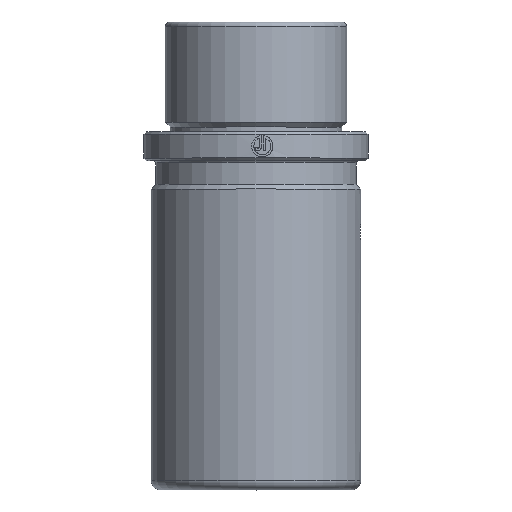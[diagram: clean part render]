
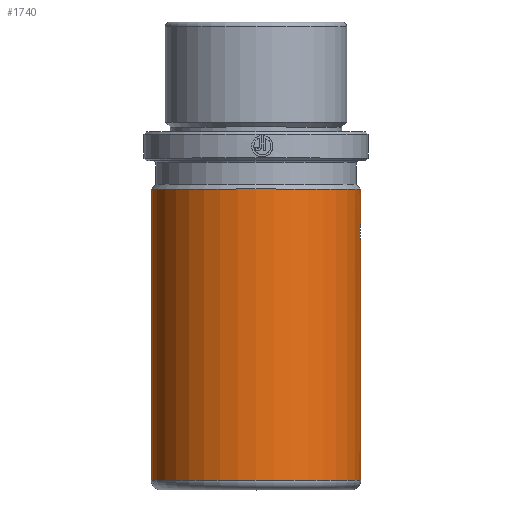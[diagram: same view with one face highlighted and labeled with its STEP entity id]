
A CAD part, top view. The second image highlights one B-rep face of the part: STEP entity #1740.
In plain terms, the highlighted cylindrical face has radius 22 mm (diameter 44 mm), a partial arc.
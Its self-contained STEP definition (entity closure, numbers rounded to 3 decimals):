
#203 = DIRECTION ( 'NONE',  ( -1., 0., 0. ) ) ;
#305 = CARTESIAN_POINT ( 'NONE',  ( 21.885, 3.891, 2.246 ) ) ;
#359 = CARTESIAN_POINT ( 'NONE',  ( 21.857, 5., 2.5 ) ) ;
#369 = CARTESIAN_POINT ( 'NONE',  ( 21.872, 5.807, 2.372 ) ) ;
#414 = CARTESIAN_POINT ( 'NONE',  ( 21.857, 5., 2.5 ) ) ;
#422 = CARTESIAN_POINT ( 'NONE',  ( 21.947, 6.987, 1.526 ) ) ;
#545 = VECTOR ( 'NONE', #6429, 1000. ) ;
#570 = CARTESIAN_POINT ( 'NONE',  ( 0., 14., 0. ) ) ;
#630 = LINE ( 'NONE', #5819, #545 ) ;
#854 = CARTESIAN_POINT ( 'NONE',  ( 22., 0., 0. ) ) ;
#892 = DIRECTION ( 'NONE',  ( -1., 0., 0. ) ) ;
#963 = CARTESIAN_POINT ( 'NONE',  ( 21.857, 5.165, 2.5 ) ) ;
#1043 = CARTESIAN_POINT ( 'NONE',  ( 21.965, 7.17, 1.253 ) ) ;
#1112 = EDGE_CURVE ( 'NONE', #2569, #6761, #6145, .T. ) ;
#1361 = CARTESIAN_POINT ( 'NONE',  ( 0., 0., 0. ) ) ;
#1561 = CARTESIAN_POINT ( 'NONE',  ( 21.965, 2.83, 1.252 ) ) ;
#1589 = CARTESIAN_POINT ( 'NONE',  ( 22., 2.5, 0. ) ) ;
#1621 = VERTEX_POINT ( 'NONE', #1926 ) ;
#1665 = CARTESIAN_POINT ( 'NONE',  ( 21.973, 7.247, 1.107 ) ) ;
#1726 = VECTOR ( 'NONE', #5793, 1000. ) ;
#1740 = ADVANCED_FACE ( 'NONE', ( #6252 ), #7301, .T. ) ;
#1926 = CARTESIAN_POINT ( 'NONE',  ( -22., -47., 0. ) ) ;
#1946 = AXIS2_PLACEMENT_3D ( 'NONE', #1361, #2709, #203 ) ;
#2023 = EDGE_LOOP ( 'NONE', ( #5591, #5599, #3133, #6369, #7557, #6914, #5318 ) ) ;
#2201 = CARTESIAN_POINT ( 'NONE',  ( 21.867, 5.648, 2.42 ) ) ;
#2216 = CARTESIAN_POINT ( 'NONE',  ( 21.893, 3.745, 2.169 ) ) ;
#2278 = CARTESIAN_POINT ( 'NONE',  ( 21.991, 7.42, 0.648 ) ) ;
#2498 = EDGE_CURVE ( 'NONE', #1621, #5896, #5472, .T. ) ;
#2569 = VERTEX_POINT ( 'NONE', #5154 ) ;
#2709 = DIRECTION ( 'NONE',  ( 0., 1., 0. ) ) ;
#2748 = EDGE_CURVE ( 'NONE', #2994, #5413, #4703, .T. ) ;
#2824 = CARTESIAN_POINT ( 'NONE',  ( 21.92, 6.653, 1.882 ) ) ;
#2838 = CARTESIAN_POINT ( 'NONE',  ( 21.91, 3.472, 1.986 ) ) ;
#2863 = CARTESIAN_POINT ( 'NONE',  ( 21.92, 3.347, 1.882 ) ) ;
#2908 = CARTESIAN_POINT ( 'NONE',  ( 21.998, 7.484, 0.326 ) ) ;
#2994 = VERTEX_POINT ( 'NONE', #4851 ) ;
#3056 = CIRCLE ( 'NONE', #7114, 22. ) ;
#3073 = DIRECTION ( 'NONE',  ( -1., 0., 0. ) ) ;
#3133 = ORIENTED_EDGE ( 'NONE', *, *, #2748, .T. ) ;
#3422 = CARTESIAN_POINT ( 'NONE',  ( 22., -47., 0. ) ) ;
#3428 = CARTESIAN_POINT ( 'NONE',  ( 21.998, 2.516, 0.328 ) ) ;
#3501 = AXIS2_PLACEMENT_3D ( 'NONE', #4617, #6390, #892 ) ;
#3671 = CARTESIAN_POINT ( 'NONE',  ( -22., 14., 0. ) ) ;
#3800 = CIRCLE ( 'NONE', #3501, 22. ) ;
#3817 = VECTOR ( 'NONE', #7067, 1000. ) ;
#4046 = CARTESIAN_POINT ( 'NONE',  ( 21.938, 3.117, 1.652 ) ) ;
#4110 = CARTESIAN_POINT ( 'NONE',  ( 21.938, 6.884, 1.652 ) ) ;
#4143 = CARTESIAN_POINT ( 'NONE',  ( 21.893, 6.253, 2.17 ) ) ;
#4170 = CARTESIAN_POINT ( 'NONE',  ( 22., 7.5, 0. ) ) ;
#4617 = CARTESIAN_POINT ( 'NONE',  ( 0., -47., 0. ) ) ;
#4623 = CARTESIAN_POINT ( 'NONE',  ( 22., 2.5, 0.165 ) ) ;
#4703 = B_SPLINE_CURVE_WITH_KNOTS ( 'NONE', 3,
 ( #1589, #4623, #3428, #7773, #6478, #7118, #1561, #4724, #4046, #2863, #2838, #2216, #305, #7092, #6498, #359 ),
 .UNSPECIFIED., .F., .F.,
 ( 4, 2, 2, 2, 2, 2, 2, 4 ),
 ( 0.012, 0.012, 0.013, 0.013, 0.014, 0.014, 0.015, 0.016 ),
 .UNSPECIFIED. ) ;
#4724 = CARTESIAN_POINT ( 'NONE',  ( 21.948, 3.011, 1.524 ) ) ;
#4776 = CARTESIAN_POINT ( 'NONE',  ( 22., 14., 0. ) ) ;
#4793 = VERTEX_POINT ( 'NONE', #3422 ) ;
#4851 = CARTESIAN_POINT ( 'NONE',  ( 22., 2.5, 0. ) ) ;
#5154 = CARTESIAN_POINT ( 'NONE',  ( 22., 7.5, 0. ) ) ;
#5318 = ORIENTED_EDGE ( 'NONE', *, *, #2498, .F. ) ;
#5413 = VERTEX_POINT ( 'NONE', #414 ) ;
#5472 = LINE ( 'NONE', #7581, #3817 ) ;
#5492 = DIRECTION ( 'NONE',  ( 0., 1., 0. ) ) ;
#5591 = ORIENTED_EDGE ( 'NONE', *, *, #7090, .T. ) ;
#5599 = ORIENTED_EDGE ( 'NONE', *, *, #7344, .T. ) ;
#5793 = DIRECTION ( 'NONE',  ( 0., 1., 0. ) ) ;
#5819 = CARTESIAN_POINT ( 'NONE',  ( 22., 0., 0. ) ) ;
#5896 = VERTEX_POINT ( 'NONE', #3671 ) ;
#5918 = EDGE_CURVE ( 'NONE', #5896, #6761, #3056, .T. ) ;
#5950 = CARTESIAN_POINT ( 'NONE',  ( 21.885, 6.109, 2.246 ) ) ;
#5977 = CARTESIAN_POINT ( 'NONE',  ( 21.986, 7.372, 0.806 ) ) ;
#6145 = LINE ( 'NONE', #854, #1726 ) ;
#6252 = FACE_OUTER_BOUND ( 'NONE', #2023, .T. ) ;
#6369 = ORIENTED_EDGE ( 'NONE', *, *, #7702, .T. ) ;
#6390 = DIRECTION ( 'NONE',  ( 0., 1., 0. ) ) ;
#6429 = DIRECTION ( 'NONE',  ( 0., 1., 0. ) ) ;
#6478 = CARTESIAN_POINT ( 'NONE',  ( 21.986, 2.628, 0.806 ) ) ;
#6498 = CARTESIAN_POINT ( 'NONE',  ( 21.857, 4.67, 2.5 ) ) ;
#6509 = CARTESIAN_POINT ( 'NONE',  ( 21.91, 6.525, 1.988 ) ) ;
#6761 = VERTEX_POINT ( 'NONE', #4776 ) ;
#6886 = B_SPLINE_CURVE_WITH_KNOTS ( 'NONE', 3,
 ( #7706, #963, #7787, #2201, #369, #5950, #4143, #6509, #2824, #4110, #422, #1043, #1665, #5977, #2278, #2908, #7331, #4170 ),
 .UNSPECIFIED., .F., .F.,
 ( 4, 2, 2, 2, 2, 2, 2, 2, 4 ),
 ( 0., 0., 0.001, 0.001, 0.002, 0.002, 0.003, 0.003, 0.004 ),
 .UNSPECIFIED. ) ;
#6914 = ORIENTED_EDGE ( 'NONE', *, *, #5918, .F. ) ;
#7067 = DIRECTION ( 'NONE',  ( 0., 1., 0. ) ) ;
#7090 = EDGE_CURVE ( 'NONE', #1621, #4793, #3800, .T. ) ;
#7092 = CARTESIAN_POINT ( 'NONE',  ( 21.865, 4.341, 2.434 ) ) ;
#7114 = AXIS2_PLACEMENT_3D ( 'NONE', #570, #5492, #3073 ) ;
#7118 = CARTESIAN_POINT ( 'NONE',  ( 21.973, 2.753, 1.108 ) ) ;
#7301 = CYLINDRICAL_SURFACE ( 'NONE', #1946, 22. ) ;
#7331 = CARTESIAN_POINT ( 'NONE',  ( 22., 7.5, 0.163 ) ) ;
#7344 = EDGE_CURVE ( 'NONE', #4793, #2994, #630, .T. ) ;
#7557 = ORIENTED_EDGE ( 'NONE', *, *, #1112, .T. ) ;
#7581 = CARTESIAN_POINT ( 'NONE',  ( -22., 0., 0. ) ) ;
#7702 = EDGE_CURVE ( 'NONE', #5413, #2569, #6886, .T. ) ;
#7706 = CARTESIAN_POINT ( 'NONE',  ( 21.857, 5., 2.5 ) ) ;
#7773 = CARTESIAN_POINT ( 'NONE',  ( 21.991, 2.58, 0.647 ) ) ;
#7787 = CARTESIAN_POINT ( 'NONE',  ( 21.859, 5.328, 2.484 ) ) ;
